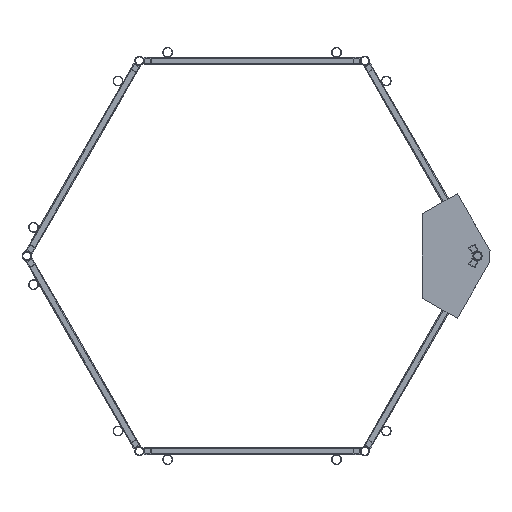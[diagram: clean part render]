
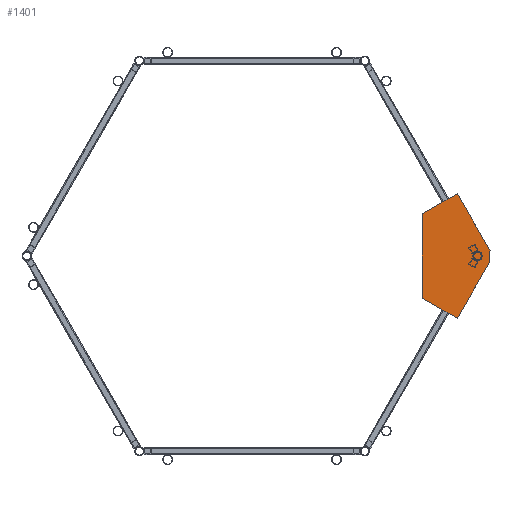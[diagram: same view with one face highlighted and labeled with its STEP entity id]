
A CAD part, front view. The second image highlights one B-rep face of the part: STEP entity #1401.
In plain terms, the highlighted planar face has unit normal (0, -1, 0).
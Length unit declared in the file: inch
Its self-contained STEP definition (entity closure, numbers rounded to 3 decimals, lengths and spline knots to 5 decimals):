
#243=FACE_OUTER_BOUND('',#355,.T.);
#355=EDGE_LOOP('',(#1257,#1258,#1259,#1260,#1261,#1262));
#519=LINE('',#2421,#629);
#520=LINE('',#2423,#630);
#521=LINE('',#2425,#631);
#522=LINE('',#2427,#632);
#523=LINE('',#2429,#633);
#524=LINE('',#2430,#634);
#629=VECTOR('',#2019,2.);
#630=VECTOR('',#2020,11.62917);
#631=VECTOR('',#2021,7.1423);
#632=VECTOR('',#2022,15.);
#633=VECTOR('',#2023,7.1423);
#634=VECTOR('',#2024,11.62917);
#759=VERTEX_POINT('',#2419);
#760=VERTEX_POINT('',#2420);
#761=VERTEX_POINT('',#2422);
#762=VERTEX_POINT('',#2424);
#763=VERTEX_POINT('',#2426);
#764=VERTEX_POINT('',#2428);
#927=EDGE_CURVE('',#759,#760,#519,.T.);
#928=EDGE_CURVE('',#761,#760,#520,.T.);
#929=EDGE_CURVE('',#762,#761,#521,.T.);
#930=EDGE_CURVE('',#762,#763,#522,.T.);
#931=EDGE_CURVE('',#764,#763,#523,.T.);
#932=EDGE_CURVE('',#759,#764,#524,.T.);
#1257=ORIENTED_EDGE('',*,*,#927,.T.);
#1258=ORIENTED_EDGE('',*,*,#928,.F.);
#1259=ORIENTED_EDGE('',*,*,#929,.F.);
#1260=ORIENTED_EDGE('',*,*,#930,.T.);
#1261=ORIENTED_EDGE('',*,*,#931,.F.);
#1262=ORIENTED_EDGE('',*,*,#932,.F.);
#1327=PLANE('',#1612);
#1401=ADVANCED_FACE('',(#243),#1327,.F.);
#1612=AXIS2_PLACEMENT_3D('',#2418,#2017,#2018);
#2017=DIRECTION('center_axis',(0.,1.,0.));
#2018=DIRECTION('ref_axis',(1.,0.,0.));
#2019=DIRECTION('',(0.,0.,1.));
#2020=DIRECTION('',(0.5,0.,-0.866));
#2021=DIRECTION('',(0.866,0.,0.5));
#2022=DIRECTION('',(0.,0.,-1.));
#2023=DIRECTION('',(-0.866,0.,0.5));
#2024=DIRECTION('',(-0.5,0.,-0.866));
#2418=CARTESIAN_POINT('Origin',(0.,0.,0.));
#2419=CARTESIAN_POINT('',(2.21133,0.,-1.));
#2420=CARTESIAN_POINT('',(2.21133,0.,1.));
#2421=CARTESIAN_POINT('',(2.21133,0.,-1.));
#2422=CARTESIAN_POINT('',(-3.60326,0.,11.07115));
#2423=CARTESIAN_POINT('',(-3.60326,0.,11.07115));
#2424=CARTESIAN_POINT('',(-9.78867,0.,7.5));
#2425=CARTESIAN_POINT('',(-9.78867,0.,7.5));
#2426=CARTESIAN_POINT('',(-9.78867,0.,-7.5));
#2427=CARTESIAN_POINT('',(-9.78867,0.,7.5));
#2428=CARTESIAN_POINT('',(-3.60326,0.,-11.07115));
#2429=CARTESIAN_POINT('',(-3.60326,0.,-11.07115));
#2430=CARTESIAN_POINT('',(2.21133,0.,-1.));
